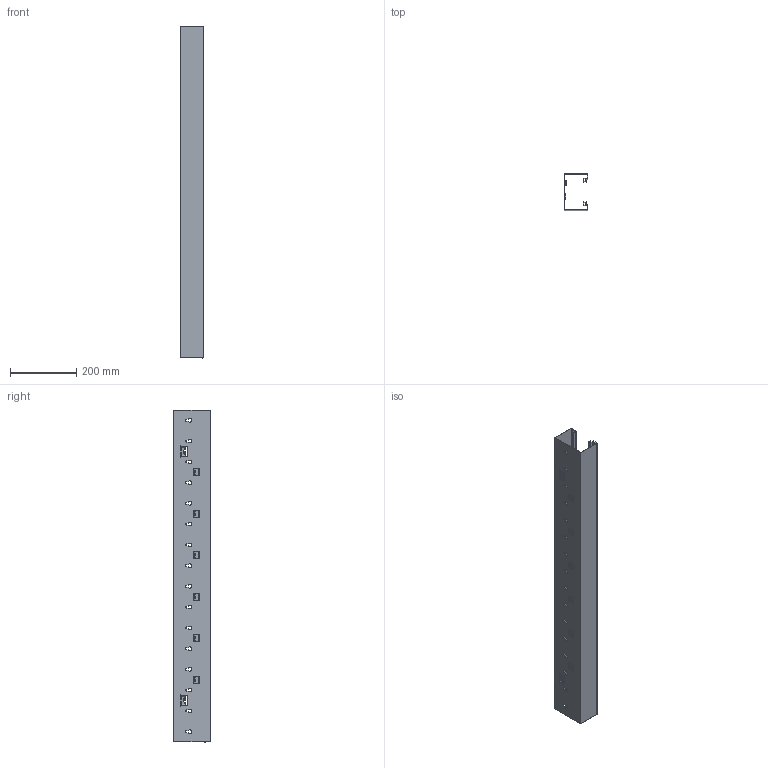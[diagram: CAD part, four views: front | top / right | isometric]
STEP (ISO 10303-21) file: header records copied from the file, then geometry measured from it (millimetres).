
FILE_DESCRIPTION (( 'STEP AP214' ), '1' );
FILE_NAME ('6277000.stp', '2021-11-23T14:17:31', ( '' ), ( '' ), 'SwSTEP 2.0', 'SolidWorks 2020', '' );
FILE_SCHEMA (( 'AUTOMOTIVE_DESIGN' ));
Length unit declared in the file: millimetre
Products named in the file (1): 6277000
Bounding box: 70 x 110 x 1000 mm (x, y, z)
Volume: 336918.5 mm3; surface area: 678257.3 mm2
Topology: 1 solids, 1 shells, 478 faces, 1200 edges, 724 vertices
Faces by surface type: plane 262, cylinder 136, bspline 80
Entity records: 15911 total; most frequent: CARTESIAN_POINT 5214, ORIENTED_EDGE 2400, DIRECTION 1938, EDGE_CURVE 1200, LINE 816, VECTOR 816, VERTEX_POINT 724, AXIS2_PLACEMENT_3D 561
